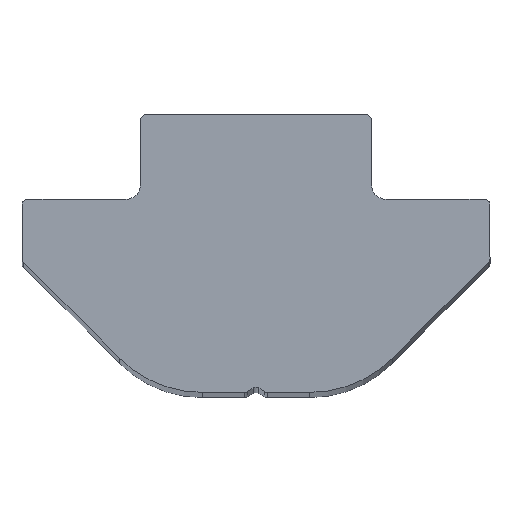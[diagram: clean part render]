
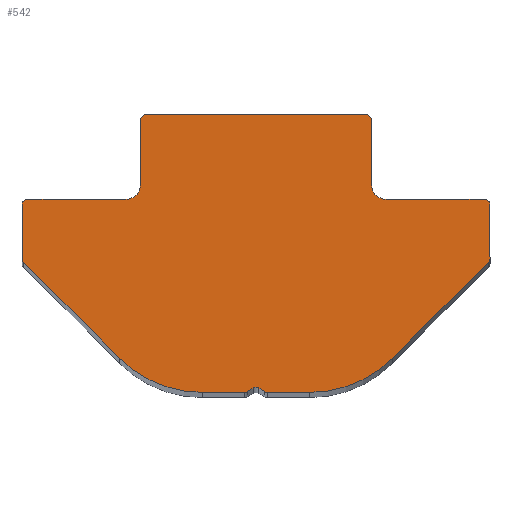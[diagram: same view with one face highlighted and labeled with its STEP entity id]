
A CAD part, top view. The second image highlights one B-rep face of the part: STEP entity #542.
In plain terms, the highlighted planar face has unit normal (0, 0, 1).
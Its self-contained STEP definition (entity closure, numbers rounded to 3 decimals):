
#55=FACE_OUTER_BOUND('',#83,.T.);
#83=EDGE_LOOP('',(#474,#475,#476,#477,#478,#479,#480,#481,#482,#483,#484,
#485,#486,#487,#488,#489,#490,#491,#492,#493,#494,#495,#496,#497,#498,#499));
#97=CIRCLE('',#578,0.2);
#98=CIRCLE('',#581,0.5);
#99=CIRCLE('',#584,0.2);
#100=CIRCLE('',#587,0.2);
#101=CIRCLE('',#590,4.);
#102=CIRCLE('',#593,0.2);
#103=CIRCLE('',#596,0.2);
#104=CIRCLE('',#599,0.2);
#105=CIRCLE('',#602,4.);
#106=CIRCLE('',#605,0.2);
#107=CIRCLE('',#608,0.2);
#108=CIRCLE('',#611,0.5);
#109=CIRCLE('',#614,0.2);
#125=LINE('',#841,#177);
#128=LINE('',#849,#180);
#131=LINE('',#857,#183);
#134=LINE('',#865,#186);
#137=LINE('',#873,#189);
#140=LINE('',#881,#192);
#143=LINE('',#889,#195);
#146=LINE('',#897,#198);
#149=LINE('',#905,#201);
#152=LINE('',#913,#204);
#155=LINE('',#921,#207);
#158=LINE('',#929,#210);
#161=LINE('',#936,#213);
#177=VECTOR('',#668,10.);
#180=VECTOR('',#677,10.);
#183=VECTOR('',#686,10.);
#186=VECTOR('',#695,10.);
#189=VECTOR('',#704,10.);
#192=VECTOR('',#713,10.);
#195=VECTOR('',#722,10.);
#198=VECTOR('',#731,10.);
#201=VECTOR('',#740,10.);
#204=VECTOR('',#749,10.);
#207=VECTOR('',#758,10.);
#210=VECTOR('',#767,10.);
#213=VECTOR('',#776,10.);
#240=VERTEX_POINT('',#834);
#241=VERTEX_POINT('',#836);
#242=VERTEX_POINT('',#840);
#243=VERTEX_POINT('',#844);
#244=VERTEX_POINT('',#848);
#245=VERTEX_POINT('',#852);
#246=VERTEX_POINT('',#856);
#247=VERTEX_POINT('',#860);
#248=VERTEX_POINT('',#864);
#249=VERTEX_POINT('',#868);
#250=VERTEX_POINT('',#872);
#251=VERTEX_POINT('',#876);
#252=VERTEX_POINT('',#880);
#253=VERTEX_POINT('',#884);
#254=VERTEX_POINT('',#888);
#255=VERTEX_POINT('',#892);
#256=VERTEX_POINT('',#896);
#257=VERTEX_POINT('',#900);
#258=VERTEX_POINT('',#904);
#259=VERTEX_POINT('',#908);
#260=VERTEX_POINT('',#912);
#261=VERTEX_POINT('',#916);
#262=VERTEX_POINT('',#920);
#263=VERTEX_POINT('',#924);
#264=VERTEX_POINT('',#928);
#265=VERTEX_POINT('',#932);
#293=EDGE_CURVE('',#241,#240,#97,.T.);
#295=EDGE_CURVE('',#242,#241,#125,.T.);
#297=EDGE_CURVE('',#243,#242,#98,.T.);
#299=EDGE_CURVE('',#244,#243,#128,.T.);
#301=EDGE_CURVE('',#245,#244,#99,.T.);
#303=EDGE_CURVE('',#246,#245,#131,.T.);
#305=EDGE_CURVE('',#247,#246,#100,.T.);
#307=EDGE_CURVE('',#248,#247,#134,.T.);
#309=EDGE_CURVE('',#249,#248,#101,.T.);
#311=EDGE_CURVE('',#250,#249,#137,.T.);
#313=EDGE_CURVE('',#251,#250,#102,.T.);
#315=EDGE_CURVE('',#252,#251,#140,.T.);
#317=EDGE_CURVE('',#253,#252,#103,.T.);
#319=EDGE_CURVE('',#254,#253,#143,.T.);
#321=EDGE_CURVE('',#255,#254,#104,.T.);
#323=EDGE_CURVE('',#256,#255,#146,.T.);
#325=EDGE_CURVE('',#257,#256,#105,.T.);
#327=EDGE_CURVE('',#258,#257,#149,.T.);
#329=EDGE_CURVE('',#259,#258,#106,.T.);
#331=EDGE_CURVE('',#260,#259,#152,.T.);
#333=EDGE_CURVE('',#261,#260,#107,.T.);
#335=EDGE_CURVE('',#262,#261,#155,.T.);
#337=EDGE_CURVE('',#263,#262,#108,.T.);
#339=EDGE_CURVE('',#264,#263,#158,.T.);
#341=EDGE_CURVE('',#265,#264,#109,.T.);
#343=EDGE_CURVE('',#240,#265,#161,.T.);
#474=ORIENTED_EDGE('',*,*,#343,.T.);
#475=ORIENTED_EDGE('',*,*,#341,.T.);
#476=ORIENTED_EDGE('',*,*,#339,.T.);
#477=ORIENTED_EDGE('',*,*,#337,.T.);
#478=ORIENTED_EDGE('',*,*,#335,.T.);
#479=ORIENTED_EDGE('',*,*,#333,.T.);
#480=ORIENTED_EDGE('',*,*,#331,.T.);
#481=ORIENTED_EDGE('',*,*,#329,.T.);
#482=ORIENTED_EDGE('',*,*,#327,.T.);
#483=ORIENTED_EDGE('',*,*,#325,.T.);
#484=ORIENTED_EDGE('',*,*,#323,.T.);
#485=ORIENTED_EDGE('',*,*,#321,.T.);
#486=ORIENTED_EDGE('',*,*,#319,.T.);
#487=ORIENTED_EDGE('',*,*,#317,.T.);
#488=ORIENTED_EDGE('',*,*,#315,.T.);
#489=ORIENTED_EDGE('',*,*,#313,.T.);
#490=ORIENTED_EDGE('',*,*,#311,.T.);
#491=ORIENTED_EDGE('',*,*,#309,.T.);
#492=ORIENTED_EDGE('',*,*,#307,.T.);
#493=ORIENTED_EDGE('',*,*,#305,.T.);
#494=ORIENTED_EDGE('',*,*,#303,.T.);
#495=ORIENTED_EDGE('',*,*,#301,.T.);
#496=ORIENTED_EDGE('',*,*,#299,.T.);
#497=ORIENTED_EDGE('',*,*,#297,.T.);
#498=ORIENTED_EDGE('',*,*,#295,.T.);
#499=ORIENTED_EDGE('',*,*,#293,.T.);
#514=PLANE('',#616);
#542=ADVANCED_FACE('',(#55),#514,.T.);
#578=AXIS2_PLACEMENT_3D('',#837,#663,#664);
#581=AXIS2_PLACEMENT_3D('',#845,#672,#673);
#584=AXIS2_PLACEMENT_3D('',#853,#681,#682);
#587=AXIS2_PLACEMENT_3D('',#861,#690,#691);
#590=AXIS2_PLACEMENT_3D('',#869,#699,#700);
#593=AXIS2_PLACEMENT_3D('',#877,#708,#709);
#596=AXIS2_PLACEMENT_3D('',#885,#717,#718);
#599=AXIS2_PLACEMENT_3D('',#893,#726,#727);
#602=AXIS2_PLACEMENT_3D('',#901,#735,#736);
#605=AXIS2_PLACEMENT_3D('',#909,#744,#745);
#608=AXIS2_PLACEMENT_3D('',#917,#753,#754);
#611=AXIS2_PLACEMENT_3D('',#925,#762,#763);
#614=AXIS2_PLACEMENT_3D('',#933,#771,#772);
#616=AXIS2_PLACEMENT_3D('',#937,#777,#778);
#663=DIRECTION('center_axis',(0.,0.,1.));
#664=DIRECTION('ref_axis',(1.,0.,0.));
#668=DIRECTION('',(0.,1.,0.));
#672=DIRECTION('center_axis',(0.,0.,-1.));
#673=DIRECTION('ref_axis',(1.,0.,0.));
#677=DIRECTION('',(-1.,0.,0.));
#681=DIRECTION('center_axis',(0.,0.,1.));
#682=DIRECTION('ref_axis',(1.,0.,0.));
#686=DIRECTION('',(0.,1.,0.));
#690=DIRECTION('center_axis',(0.,0.,1.));
#691=DIRECTION('ref_axis',(0.707,-0.707,0.));
#695=DIRECTION('',(0.707,0.707,0.));
#699=DIRECTION('center_axis',(0.,0.,1.));
#700=DIRECTION('ref_axis',(0.,-1.,0.));
#704=DIRECTION('',(1.,0.,0.));
#708=DIRECTION('center_axis',(0.,0.,1.));
#709=DIRECTION('ref_axis',(-0.5,-0.866,0.));
#713=DIRECTION('',(0.866,-0.5,0.));
#717=DIRECTION('center_axis',(0.,0.,-1.));
#718=DIRECTION('ref_axis',(-0.5,-0.866,0.));
#722=DIRECTION('',(0.866,0.5,0.));
#726=DIRECTION('center_axis',(0.,0.,1.));
#727=DIRECTION('ref_axis',(0.,-1.,0.));
#731=DIRECTION('',(1.,0.,0.));
#735=DIRECTION('center_axis',(0.,0.,1.));
#736=DIRECTION('ref_axis',(-0.707,-0.707,0.));
#740=DIRECTION('',(0.707,-0.707,0.));
#744=DIRECTION('center_axis',(0.,0.,1.));
#745=DIRECTION('ref_axis',(-1.,0.,0.));
#749=DIRECTION('',(0.,-1.,0.));
#753=DIRECTION('center_axis',(0.,0.,1.));
#754=DIRECTION('ref_axis',(0.,1.,0.));
#758=DIRECTION('',(-1.,0.,0.));
#762=DIRECTION('center_axis',(0.,0.,-1.));
#763=DIRECTION('ref_axis',(0.,1.,0.));
#767=DIRECTION('',(0.,-1.,0.));
#771=DIRECTION('center_axis',(0.,0.,1.));
#772=DIRECTION('ref_axis',(0.,1.,0.));
#776=DIRECTION('',(-1.,0.,0.));
#777=DIRECTION('center_axis',(0.,0.,1.));
#778=DIRECTION('ref_axis',(1.,0.,0.));
#834=CARTESIAN_POINT('',(3.75,4.75,50.));
#836=CARTESIAN_POINT('',(3.95,4.55,50.));
#837=CARTESIAN_POINT('Origin',(3.75,4.55,50.));
#840=CARTESIAN_POINT('',(3.95,2.35,50.));
#841=CARTESIAN_POINT('',(3.95,2.35,50.));
#844=CARTESIAN_POINT('',(4.45,1.85,50.));
#845=CARTESIAN_POINT('Origin',(4.45,2.35,50.));
#848=CARTESIAN_POINT('',(7.8,1.85,50.));
#849=CARTESIAN_POINT('',(7.8,1.85,50.));
#852=CARTESIAN_POINT('',(8.,1.65,50.));
#853=CARTESIAN_POINT('Origin',(7.8,1.65,50.));
#856=CARTESIAN_POINT('',(8.,-0.167,50.));
#857=CARTESIAN_POINT('',(8.,-0.167,50.));
#860=CARTESIAN_POINT('',(7.941,-0.309,50.));
#861=CARTESIAN_POINT('Origin',(7.8,-0.167,50.));
#864=CARTESIAN_POINT('',(4.672,-3.578,50.));
#865=CARTESIAN_POINT('',(4.672,-3.578,50.));
#868=CARTESIAN_POINT('',(1.843,-4.75,50.));
#869=CARTESIAN_POINT('Origin',(1.843,-0.75,50.));
#872=CARTESIAN_POINT('',(0.4,-4.75,50.));
#873=CARTESIAN_POINT('',(0.4,-4.75,50.));
#876=CARTESIAN_POINT('',(0.3,-4.723,50.));
#877=CARTESIAN_POINT('Origin',(0.4,-4.55,50.));
#880=CARTESIAN_POINT('',(0.1,-4.608,50.));
#881=CARTESIAN_POINT('',(0.1,-4.608,50.));
#884=CARTESIAN_POINT('',(-0.1,-4.608,50.));
#885=CARTESIAN_POINT('Origin',(0.,-4.781,50.));
#888=CARTESIAN_POINT('',(-0.3,-4.723,50.));
#889=CARTESIAN_POINT('',(-0.3,-4.723,50.));
#892=CARTESIAN_POINT('',(-0.4,-4.75,50.));
#893=CARTESIAN_POINT('Origin',(-0.4,-4.55,50.));
#896=CARTESIAN_POINT('',(-1.843,-4.75,50.));
#897=CARTESIAN_POINT('',(-1.843,-4.75,50.));
#900=CARTESIAN_POINT('',(-4.672,-3.578,50.));
#901=CARTESIAN_POINT('Origin',(-1.843,-0.75,50.));
#904=CARTESIAN_POINT('',(-7.941,-0.309,50.));
#905=CARTESIAN_POINT('',(-7.941,-0.309,50.));
#908=CARTESIAN_POINT('',(-8.,-0.167,50.));
#909=CARTESIAN_POINT('Origin',(-7.8,-0.167,50.));
#912=CARTESIAN_POINT('',(-8.,1.65,50.));
#913=CARTESIAN_POINT('',(-8.,1.65,50.));
#916=CARTESIAN_POINT('',(-7.8,1.85,50.));
#917=CARTESIAN_POINT('Origin',(-7.8,1.65,50.));
#920=CARTESIAN_POINT('',(-4.45,1.85,50.));
#921=CARTESIAN_POINT('',(-4.45,1.85,50.));
#924=CARTESIAN_POINT('',(-3.95,2.35,50.));
#925=CARTESIAN_POINT('Origin',(-4.45,2.35,50.));
#928=CARTESIAN_POINT('',(-3.95,4.55,50.));
#929=CARTESIAN_POINT('',(-3.95,4.55,50.));
#932=CARTESIAN_POINT('',(-3.75,4.75,50.));
#933=CARTESIAN_POINT('Origin',(-3.75,4.55,50.));
#936=CARTESIAN_POINT('',(3.75,4.75,50.));
#937=CARTESIAN_POINT('Origin',(0.,0.366,50.));
